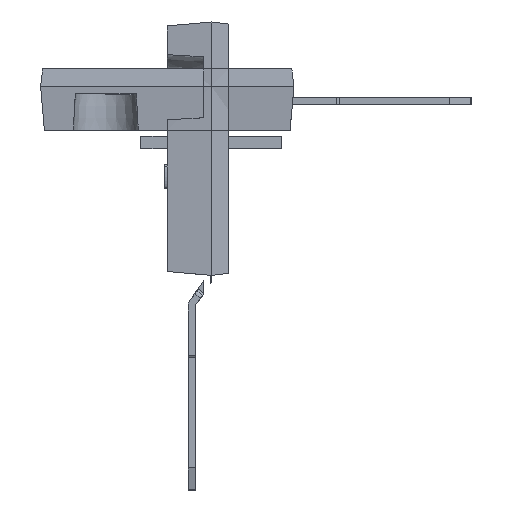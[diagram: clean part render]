
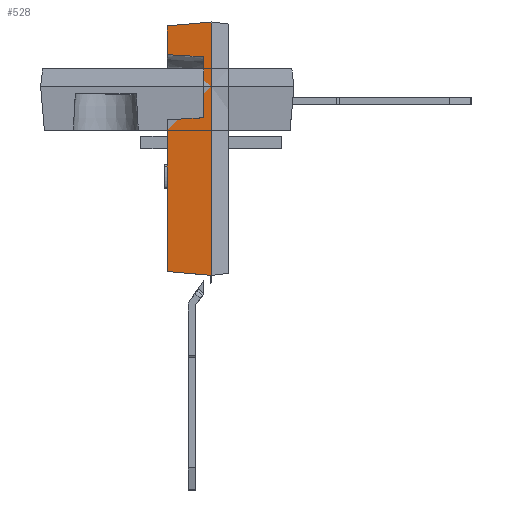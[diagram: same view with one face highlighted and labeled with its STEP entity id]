
A CAD part, left-side view. The second image highlights one B-rep face of the part: STEP entity #528.
In plain terms, the highlighted planar face has unit normal (-0.996, 0.087, 0).
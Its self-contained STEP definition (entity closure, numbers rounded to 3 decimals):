
#528 = ADVANCED_FACE( '', ( #1075 ), #1076, .T. );
#1075 = FACE_OUTER_BOUND( '', #1644, .T. );
#1076 = PLANE( '', #1645 );
#1644 = EDGE_LOOP( '', ( #3131, #3132, #3133, #3134, #3135, #3136, #3137, #3138 ) );
#1645 = AXIS2_PLACEMENT_3D( '', #3139, #3140, #3141 );
#3131 = ORIENTED_EDGE( '', *, *, #3350, .T. );
#3132 = ORIENTED_EDGE( '', *, *, #3527, .T. );
#3133 = ORIENTED_EDGE( '', *, *, #3832, .F. );
#3134 = ORIENTED_EDGE( '', *, *, #3525, .T. );
#3135 = ORIENTED_EDGE( '', *, *, #3348, .T. );
#3136 = ORIENTED_EDGE( '', *, *, #3388, .T. );
#3137 = ORIENTED_EDGE( '', *, *, #3790, .F. );
#3138 = ORIENTED_EDGE( '', *, *, #3784, .F. );
#3139 = CARTESIAN_POINT( '', ( -7.88, 0., 0. ) );
#3140 = DIRECTION( '', ( -0.996, 0.087, 0. ) );
#3141 = DIRECTION( '', ( -0.087, -0.996, 0. ) );
#3348 = EDGE_CURVE( '', #3978, #3976, #3979, .T. );
#3350 = EDGE_CURVE( '', #3982, #3980, #3983, .T. );
#3388 = EDGE_CURVE( '', #3976, #4047, #4050, .T. );
#3525 = EDGE_CURVE( '', #4268, #3978, #4269, .F. );
#3527 = EDGE_CURVE( '', #3980, #4270, #4272, .F. );
#3784 = EDGE_CURVE( '', #3982, #4454, #4625, .T. );
#3790 = EDGE_CURVE( '', #4454, #4047, #4631, .F. );
#3832 = EDGE_CURVE( '', #4268, #4270, #4676, .T. );
#3976 = VERTEX_POINT( '', #4901 );
#3978 = VERTEX_POINT( '', #4904 );
#3979 = LINE( '', #4905, #4906 );
#3980 = VERTEX_POINT( '', #4907 );
#3982 = VERTEX_POINT( '', #4909 );
#3983 = LINE( '', #4910, #4911 );
#4047 = VERTEX_POINT( '', #5004 );
#4050 = LINE( '', #5008, #5009 );
#4268 = VERTEX_POINT( '', #5372 );
#4269 = ELLIPSE( '', #5373, 47.551, 3.318 );
#4270 = VERTEX_POINT( '', #5374 );
#4272 = ELLIPSE( '', #5376, 47.551, 3.318 );
#4454 = VERTEX_POINT( '', #5701 );
#4625 = LINE( '', #5991, #5992 );
#4631 = LINE( '', #6001, #6002 );
#4676 = LINE( '', #6094, #6095 );
#4901 = CARTESIAN_POINT( '', ( -7.565, 3.6, -10.035 ) );
#4904 = CARTESIAN_POINT( '', ( -7.565, 3.6, 2.363 ) );
#4905 = CARTESIAN_POINT( '', ( -7.565, 3.6, 10.35 ) );
#4906 = VECTOR( '', #6201, 1000. );
#4907 = CARTESIAN_POINT( '', ( -7.565, 3.6, 7.677 ) );
#4909 = CARTESIAN_POINT( '', ( -7.565, 3.6, 10.035 ) );
#4910 = CARTESIAN_POINT( '', ( -7.565, 3.6, 10.35 ) );
#4911 = VECTOR( '', #6205, 1000. );
#5004 = CARTESIAN_POINT( '', ( -7.88, 0., -10.35 ) );
#5008 = CARTESIAN_POINT( '', ( -7.802, 0.892, -10.272 ) );
#5009 = VECTOR( '', #6235, 1000. );
#5372 = CARTESIAN_POINT( '', ( -7.828, 0.6, 2.534 ) );
#5373 = AXIS2_PLACEMENT_3D( '', #6362, #6363, #6364 );
#5374 = CARTESIAN_POINT( '', ( -7.828, 0.6, 7.506 ) );
#5376 = AXIS2_PLACEMENT_3D( '', #6368, #6369, #6370 );
#5701 = CARTESIAN_POINT( '', ( -7.88, 0., 10.35 ) );
#5991 = CARTESIAN_POINT( '', ( -7.821, 0.679, 10.291 ) );
#5992 = VECTOR( '', #6605, 1000. );
#6001 = CARTESIAN_POINT( '', ( -7.88, 0., 0. ) );
#6002 = VECTOR( '', #6609, 1000. );
#6094 = CARTESIAN_POINT( '', ( -7.828, 0.6, 0. ) );
#6095 = VECTOR( '', #6634, 1000. );
#6201 = DIRECTION( '', ( 0., 0., -1. ) );
#6205 = DIRECTION( '', ( 0., 0., -1. ) );
#6235 = DIRECTION( '', ( -0.087, -0.992, -0.087 ) );
#6362 = CARTESIAN_POINT( '', ( -5.082, 31.976, 5.02 ) );
#6363 = DIRECTION( '', ( -0.996, 0.087, 0. ) );
#6364 = DIRECTION( '', ( 0.087, 0.996, 0. ) );
#6368 = CARTESIAN_POINT( '', ( -5.082, 31.976, 5.02 ) );
#6369 = DIRECTION( '', ( -0.996, 0.087, 0. ) );
#6370 = DIRECTION( '', ( 0.087, 0.996, 0. ) );
#6605 = DIRECTION( '', ( -0.087, -0.992, 0.087 ) );
#6609 = DIRECTION( '', ( 0., 0., 1. ) );
#6634 = DIRECTION( '', ( 0., 0., 1. ) );
